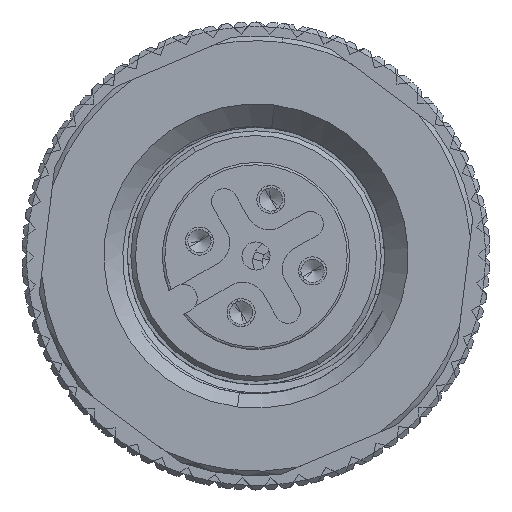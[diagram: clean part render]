
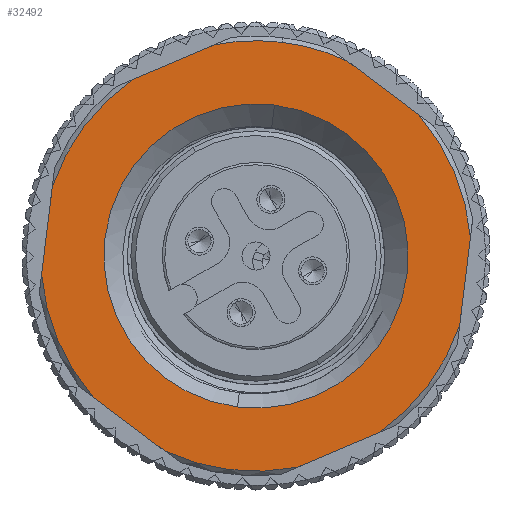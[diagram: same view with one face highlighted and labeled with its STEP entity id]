
A CAD part, left-side view. The second image highlights one B-rep face of the part: STEP entity #32492.
In plain terms, the highlighted face is planar.
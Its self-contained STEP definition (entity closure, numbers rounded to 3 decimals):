
#227 = AXIS2_PLACEMENT_3D ( 'NONE', #23051, #50392, #43101 ) ;
#462 = CIRCLE ( 'NONE', #10434, 9.2 ) ;
#814 = DIRECTION ( 'NONE',  ( 0., -0.866, -0.5 ) ) ;
#1004 = CARTESIAN_POINT ( 'NONE',  ( 9.5, 0., 0. ) ) ;
#1071 = EDGE_CURVE ( 'NONE', #49045, #26313, #7302, .T. ) ;
#1386 = VERTEX_POINT ( 'NONE', #28235 ) ;
#1717 = CARTESIAN_POINT ( 'NONE',  ( 9.5, 0., 0. ) ) ;
#1772 = AXIS2_PLACEMENT_3D ( 'NONE', #48647, #40324, #31987 ) ;
#1977 = ORIENTED_EDGE ( 'NONE', *, *, #15911, .F. ) ;
#2552 = VERTEX_POINT ( 'NONE', #22837 ) ;
#2793 = CARTESIAN_POINT ( 'NONE',  ( 9.5, -2.848, 8.748 ) ) ;
#3507 = DIRECTION ( 'NONE',  ( 1., 0., 0. ) ) ;
#3869 = CARTESIAN_POINT ( 'NONE',  ( 9.5, 6.152, 6.84 ) ) ;
#3988 = ORIENTED_EDGE ( 'NONE', *, *, #14500, .T. ) ;
#4044 = EDGE_CURVE ( 'NONE', #49045, #49628, #35008, .T. ) ;
#5361 = CARTESIAN_POINT ( 'NONE',  ( 9.5, -6.152, -6.84 ) ) ;
#5530 = LINE ( 'NONE', #17764, #26825 ) ;
#6629 = CARTESIAN_POINT ( 'NONE',  ( 9.5, 2.151, 9.151 ) ) ;
#6752 = CIRCLE ( 'NONE', #46672, 9.2 ) ;
#6936 = CARTESIAN_POINT ( 'NONE',  ( 9.5, -9., -1.908 ) ) ;
#7064 = CARTESIAN_POINT ( 'NONE',  ( 9.5, 0., 6.5 ) ) ;
#7199 = EDGE_CURVE ( 'NONE', #16809, #10080, #28477, .T. ) ;
#7302 = CIRCLE ( 'NONE', #25505, 9.2 ) ;
#9787 = DIRECTION ( 'NONE',  ( 0., 0., 1. ) ) ;
#10080 = VERTEX_POINT ( 'NONE', #7064 ) ;
#10228 = ORIENTED_EDGE ( 'NONE', *, *, #38075, .T. ) ;
#10434 = AXIS2_PLACEMENT_3D ( 'NONE', #23312, #3507, #19648 ) ;
#10535 = AXIS2_PLACEMENT_3D ( 'NONE', #48058, #35323, #40000 ) ;
#10684 = CIRCLE ( 'NONE', #39816, 6.5 ) ;
#10741 = CARTESIAN_POINT ( 'NONE',  ( 9.5, 0., 0. ) ) ;
#10986 = AXIS2_PLACEMENT_3D ( 'NONE', #10741, #38878, #22752 ) ;
#12022 = CARTESIAN_POINT ( 'NONE',  ( 9.5, 0., -6.5 ) ) ;
#12484 = ORIENTED_EDGE ( 'NONE', *, *, #1071, .T. ) ;
#13041 = ORIENTED_EDGE ( 'NONE', *, *, #49712, .T. ) ;
#14500 = EDGE_CURVE ( 'NONE', #26313, #24633, #462, .T. ) ;
#15551 = EDGE_CURVE ( 'NONE', #38009, #1386, #31952, .T. ) ;
#15815 = DIRECTION ( 'NONE',  ( 0., 0., -1. ) ) ;
#15911 = EDGE_CURVE ( 'NONE', #24145, #24633, #46241, .T. ) ;
#16330 = EDGE_CURVE ( 'NONE', #44578, #23527, #21654, .T. ) ;
#16809 = VERTEX_POINT ( 'NONE', #12022 ) ;
#17229 = DIRECTION ( 'NONE',  ( 1., 0., 0. ) ) ;
#17476 = DIRECTION ( 'NONE',  ( 0., 0., 1. ) ) ;
#17545 = CARTESIAN_POINT ( 'NONE',  ( 9.5, 0., 9.2 ) ) ;
#17764 = CARTESIAN_POINT ( 'NONE',  ( 9.5, -9., -2.713 ) ) ;
#17866 = CARTESIAN_POINT ( 'NONE',  ( 9.5, -6.849, 6.438 ) ) ;
#18352 = DIRECTION ( 'NONE',  ( 1., 0., 0. ) ) ;
#19446 = EDGE_CURVE ( 'NONE', #10080, #16809, #10684, .T. ) ;
#19648 = DIRECTION ( 'NONE',  ( 0., 0., 1. ) ) ;
#20629 = CARTESIAN_POINT ( 'NONE',  ( 9.5, 9., 1.908 ) ) ;
#21324 = DIRECTION ( 'NONE',  ( 0., 0., 1. ) ) ;
#21480 = VERTEX_POINT ( 'NONE', #45062 ) ;
#21654 = LINE ( 'NONE', #33873, #41277 ) ;
#21947 = DIRECTION ( 'NONE',  ( 0., 0., 1. ) ) ;
#22527 = DIRECTION ( 'NONE',  ( 0., 0.866, -0.5 ) ) ;
#22679 = ORIENTED_EDGE ( 'NONE', *, *, #4044, .F. ) ;
#22709 = CIRCLE ( 'NONE', #227, 9.2 ) ;
#22752 = DIRECTION ( 'NONE',  ( 0., 0., 1. ) ) ;
#22837 = CARTESIAN_POINT ( 'NONE',  ( 9.5, 6.152, -6.84 ) ) ;
#23051 = CARTESIAN_POINT ( 'NONE',  ( 9.5, 0., 0. ) ) ;
#23312 = CARTESIAN_POINT ( 'NONE',  ( 9.5, 0., 0. ) ) ;
#23527 = VERTEX_POINT ( 'NONE', #5361 ) ;
#23722 = VECTOR ( 'NONE', #15815, 1000. ) ;
#23852 = FACE_OUTER_BOUND ( 'NONE', #43369, .T. ) ;
#24145 = VERTEX_POINT ( 'NONE', #38853 ) ;
#24564 = ORIENTED_EDGE ( 'NONE', *, *, #19446, .T. ) ;
#24633 = VERTEX_POINT ( 'NONE', #2793 ) ;
#25185 = CIRCLE ( 'NONE', #10986, 9.2 ) ;
#25505 = AXIS2_PLACEMENT_3D ( 'NONE', #30331, #18352, #45211 ) ;
#25815 = EDGE_CURVE ( 'NONE', #31756, #44632, #5530, .T. ) ;
#26313 = VERTEX_POINT ( 'NONE', #17545 ) ;
#26825 = VECTOR ( 'NONE', #21947, 1000. ) ;
#27131 = CARTESIAN_POINT ( 'NONE',  ( 9.5, 2.848, 8.748 ) ) ;
#27263 = PLANE ( 'NONE',  #10535 ) ;
#27846 = EDGE_CURVE ( 'NONE', #38009, #49628, #25185, .T. ) ;
#28235 = CARTESIAN_POINT ( 'NONE',  ( 9.5, 9., -1.908 ) ) ;
#28477 = CIRCLE ( 'NONE', #47548, 6.5 ) ;
#28581 = ORIENTED_EDGE ( 'NONE', *, *, #7199, .T. ) ;
#28719 = ORIENTED_EDGE ( 'NONE', *, *, #27846, .T. ) ;
#28838 = DIRECTION ( 'NONE',  ( -1., 0., 0. ) ) ;
#29460 = DIRECTION ( 'NONE',  ( 0., -0.866, 0.5 ) ) ;
#29461 = CARTESIAN_POINT ( 'NONE',  ( 9.5, 6.849, -6.438 ) ) ;
#29507 = ORIENTED_EDGE ( 'NONE', *, *, #15551, .F. ) ;
#29981 = CARTESIAN_POINT ( 'NONE',  ( 9.5, -9., 1.908 ) ) ;
#30331 = CARTESIAN_POINT ( 'NONE',  ( 9.5, 0., 0. ) ) ;
#31463 = VECTOR ( 'NONE', #22527, 1000. ) ;
#31756 = VERTEX_POINT ( 'NONE', #6936 ) ;
#31952 = LINE ( 'NONE', #47833, #23722 ) ;
#31987 = DIRECTION ( 'NONE',  ( 0., 0., 1. ) ) ;
#32156 = ORIENTED_EDGE ( 'NONE', *, *, #38092, .F. ) ;
#32492 = ADVANCED_FACE ( 'NONE', ( #43398, #23852 ), #27263, .F. ) ;
#32527 = ORIENTED_EDGE ( 'NONE', *, *, #16330, .F. ) ;
#32919 = ORIENTED_EDGE ( 'NONE', *, *, #25815, .F. ) ;
#33333 = DIRECTION ( 'NONE',  ( -1., 0., 0. ) ) ;
#33751 = DIRECTION ( 'NONE',  ( 0., 0.866, 0.5 ) ) ;
#33873 = CARTESIAN_POINT ( 'NONE',  ( 9.5, -2.151, -9.151 ) ) ;
#34177 = CIRCLE ( 'NONE', #49153, 9.2 ) ;
#35008 = LINE ( 'NONE', #6629, #31463 ) ;
#35323 = DIRECTION ( 'NONE',  ( -1., 0., 0. ) ) ;
#35415 = EDGE_LOOP ( 'NONE', ( #28581, #24564 ) ) ;
#35429 = VECTOR ( 'NONE', #33751, 1000. ) ;
#35871 = VECTOR ( 'NONE', #814, 1000. ) ;
#37507 = CARTESIAN_POINT ( 'NONE',  ( 9.5, 0., 0. ) ) ;
#38009 = VERTEX_POINT ( 'NONE', #20629 ) ;
#38075 = EDGE_CURVE ( 'NONE', #2552, #1386, #6752, .T. ) ;
#38092 = EDGE_CURVE ( 'NONE', #2552, #21480, #49245, .T. ) ;
#38853 = CARTESIAN_POINT ( 'NONE',  ( 9.5, -6.152, 6.84 ) ) ;
#38878 = DIRECTION ( 'NONE',  ( 1., 0., 0. ) ) ;
#39816 = AXIS2_PLACEMENT_3D ( 'NONE', #1717, #28838, #9787 ) ;
#40000 = DIRECTION ( 'NONE',  ( 0., 0., 1. ) ) ;
#40022 = ORIENTED_EDGE ( 'NONE', *, *, #46874, .T. ) ;
#40324 = DIRECTION ( 'NONE',  ( 1., 0., 0. ) ) ;
#40337 = DIRECTION ( 'NONE',  ( 1., 0., 0. ) ) ;
#40907 = CIRCLE ( 'NONE', #1772, 9.2 ) ;
#41277 = VECTOR ( 'NONE', #29460, 1000. ) ;
#42397 = EDGE_CURVE ( 'NONE', #31756, #23527, #22709, .T. ) ;
#43101 = DIRECTION ( 'NONE',  ( 0., 0., 1. ) ) ;
#43369 = EDGE_LOOP ( 'NONE', ( #28719, #22679, #12484, #3988, #1977, #40022, #32919, #45113, #32527, #13041, #32156, #10228, #29507 ) ) ;
#43398 = FACE_BOUND ( 'NONE', #35415, .T. ) ;
#44578 = VERTEX_POINT ( 'NONE', #50027 ) ;
#44632 = VERTEX_POINT ( 'NONE', #29981 ) ;
#45062 = CARTESIAN_POINT ( 'NONE',  ( 9.5, 2.848, -8.748 ) ) ;
#45113 = ORIENTED_EDGE ( 'NONE', *, *, #42397, .T. ) ;
#45211 = DIRECTION ( 'NONE',  ( 0., 0., 1. ) ) ;
#45607 = CARTESIAN_POINT ( 'NONE',  ( 9.5, 0., 0. ) ) ;
#46241 = LINE ( 'NONE', #17866, #35429 ) ;
#46672 = AXIS2_PLACEMENT_3D ( 'NONE', #45607, #17229, #17476 ) ;
#46874 = EDGE_CURVE ( 'NONE', #24145, #44632, #34177, .T. ) ;
#47548 = AXIS2_PLACEMENT_3D ( 'NONE', #37507, #33333, #49481 ) ;
#47833 = CARTESIAN_POINT ( 'NONE',  ( 9.5, 9., 2.713 ) ) ;
#48058 = CARTESIAN_POINT ( 'NONE',  ( 9.5, 5.5, 0. ) ) ;
#48647 = CARTESIAN_POINT ( 'NONE',  ( 9.5, 0., 0. ) ) ;
#49045 = VERTEX_POINT ( 'NONE', #27131 ) ;
#49153 = AXIS2_PLACEMENT_3D ( 'NONE', #1004, #40337, #21324 ) ;
#49245 = LINE ( 'NONE', #29461, #35871 ) ;
#49481 = DIRECTION ( 'NONE',  ( 0., 0., 1. ) ) ;
#49628 = VERTEX_POINT ( 'NONE', #3869 ) ;
#49712 = EDGE_CURVE ( 'NONE', #44578, #21480, #40907, .T. ) ;
#50027 = CARTESIAN_POINT ( 'NONE',  ( 9.5, -2.848, -8.748 ) ) ;
#50392 = DIRECTION ( 'NONE',  ( 1., 0., 0. ) ) ;
